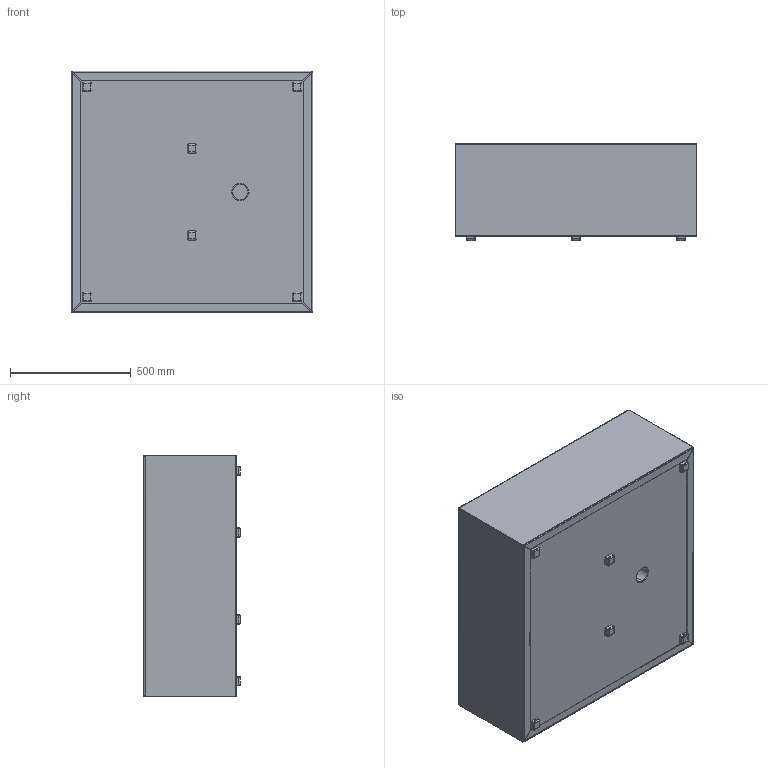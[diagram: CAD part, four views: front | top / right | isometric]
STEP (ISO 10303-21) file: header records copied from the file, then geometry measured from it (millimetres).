
FILE_DESCRIPTION (( 'STEP AP214' ), '1' );
FILE_NAME ('AB12..STEP', '2021-09-14T14:48:53', ( '' ), ( '' ), 'SwSTEP 2.0', 'SolidWorks 2021', '' );
FILE_SCHEMA (( 'AUTOMOTIVE_DESIGN' ));
Length unit declared in the file: millimetre
Products named in the file (14): AB12.; AB12.-Top reinf.; AB12.-Bottom ; AB12.-Cover; AB12.-Feet; AB12.-Pos; AB12.-Strip; AB12.-Base; AB12.-Feet NH; AB12.-Side; AB12.-Ring top; AB12.-pipe cover; AB12.-pipe
Assembly tree (26 placements, depth 3):
  AB12.
    AB12.-Base
      AB12.-Side  x4
      AB12.-pipe
      AB12.-Feet  x4
      AB12.-Bottom 
      AB12.-Feet NH  x2
      AB12.-Strip  x4
      AB12.-Pos  x4
    AB12.-Cover
      AB12.-Cover
      AB12.-pipe cover
      AB12.-Ring top
      AB12.-Top reinf.
Bounding box: 1000 x 400 x 1000 mm (x, y, z)
Volume: 11788401.4 mm3; surface area: 7929469.2 mm2
Topology: 24 solids, 24 shells, 722 faces, 1654 edges, 980 vertices
Faces by surface type: plane 484, cylinder 158, bspline 80
Entity records: 9724 total; most frequent: CARTESIAN_POINT 3147, ORIENTED_EDGE 1236, DIRECTION 1190, EDGE_CURVE 618, LINE 456, VECTOR 456, AXIS2_PLACEMENT_3D 367, VERTEX_POINT 364
